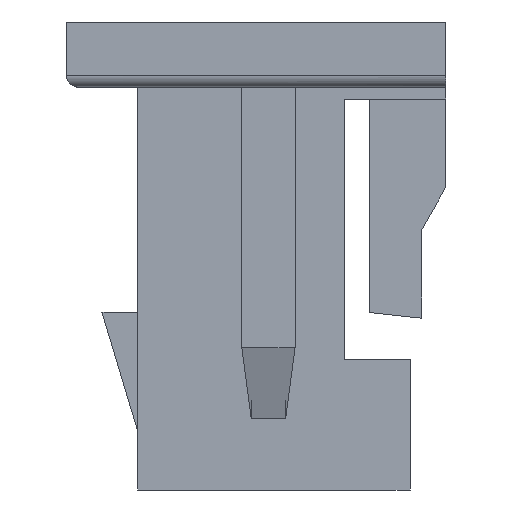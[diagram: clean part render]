
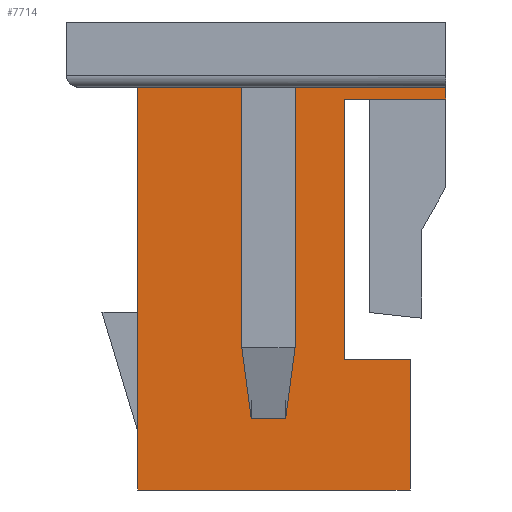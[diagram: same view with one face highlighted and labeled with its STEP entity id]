
A CAD part, left-side view. The second image highlights one B-rep face of the part: STEP entity #7714.
In plain terms, the highlighted planar face has unit normal (-1, 0, 0).
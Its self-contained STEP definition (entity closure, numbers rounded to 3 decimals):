
#1283=ORIENTED_EDGE('',*,*,#2458,.F.);
#1284=ORIENTED_EDGE('',*,*,#3187,.T.);
#1285=ORIENTED_EDGE('',*,*,#3188,.T.);
#1286=ORIENTED_EDGE('',*,*,#3189,.F.);
#1287=ORIENTED_EDGE('',*,*,#2365,.F.);
#1288=ORIENTED_EDGE('',*,*,#2321,.F.);
#1289=ORIENTED_EDGE('',*,*,#3190,.T.);
#1290=ORIENTED_EDGE('',*,*,#3191,.F.);
#1291=ORIENTED_EDGE('',*,*,#3192,.F.);
#1292=ORIENTED_EDGE('',*,*,#2317,.F.);
#1293=ORIENTED_EDGE('',*,*,#2570,.T.);
#1294=ORIENTED_EDGE('',*,*,#2498,.F.);
#2317=EDGE_CURVE('',#3447,#3448,#4189,.T.);
#2321=EDGE_CURVE('',#3451,#3452,#4193,.T.);
#2365=EDGE_CURVE('',#3452,#3486,#4233,.T.);
#2458=EDGE_CURVE('',#3575,#3576,#4326,.T.);
#2498=EDGE_CURVE('',#3576,#3607,#4366,.T.);
#2570=EDGE_CURVE('',#3447,#3607,#4438,.T.);
#3187=EDGE_CURVE('',#3575,#4099,#5055,.T.);
#3188=EDGE_CURVE('',#4099,#4100,#5056,.T.);
#3189=EDGE_CURVE('',#3486,#4100,#5057,.T.);
#3190=EDGE_CURVE('',#3451,#4101,#5058,.T.);
#3191=EDGE_CURVE('',#4102,#4101,#5059,.T.);
#3192=EDGE_CURVE('',#3448,#4102,#5060,.T.);
#3447=VERTEX_POINT('',#10213);
#3448=VERTEX_POINT('',#10215);
#3451=VERTEX_POINT('',#10221);
#3452=VERTEX_POINT('',#10223);
#3486=VERTEX_POINT('',#10310);
#3575=VERTEX_POINT('',#10494);
#3576=VERTEX_POINT('',#10496);
#3607=VERTEX_POINT('',#10576);
#4099=VERTEX_POINT('',#11905);
#4100=VERTEX_POINT('',#11907);
#4101=VERTEX_POINT('',#11910);
#4102=VERTEX_POINT('',#11912);
#4189=LINE('',#10214,#5313);
#4193=LINE('',#10222,#5317);
#4233=LINE('',#10309,#5357);
#4326=LINE('',#10495,#5450);
#4366=LINE('',#10575,#5490);
#4438=LINE('',#10708,#5562);
#5055=LINE('',#11904,#6179);
#5056=LINE('',#11906,#6180);
#5057=LINE('',#11908,#6181);
#5058=LINE('',#11909,#6182);
#5059=LINE('',#11911,#6183);
#5060=LINE('',#11913,#6184);
#5313=VECTOR('',#8329,1000.);
#5317=VECTOR('',#8333,1000.);
#5357=VECTOR('',#8399,1000.);
#5450=VECTOR('',#8498,1000.);
#5490=VECTOR('',#8556,1000.);
#5562=VECTOR('',#8630,1000.);
#6179=VECTOR('',#9541,1000.);
#6180=VECTOR('',#9542,1000.);
#6181=VECTOR('',#9543,1000.);
#6182=VECTOR('',#9544,1000.);
#6183=VECTOR('',#9545,1000.);
#6184=VECTOR('',#9546,1000.);
#6607=EDGE_LOOP('',(#1283,#1284,#1285,#1286,#1287,#1288,#1289,#1290,#1291,
#1292,#1293,#1294));
#6985=FACE_BOUND('',#6607,.T.);
#7350=PLANE('',#8102);
#7714=ADVANCED_FACE('',(#6985),#7350,.F.);
#8102=AXIS2_PLACEMENT_3D('',#11903,#9539,#9540);
#8329=DIRECTION('',(0.,-1.,0.));
#8333=DIRECTION('',(0.,-1.,0.));
#8399=DIRECTION('',(0.,0.,-1.));
#8498=DIRECTION('',(0.,0.,-1.));
#8556=DIRECTION('',(0.,1.,0.));
#8630=DIRECTION('',(0.,0.,-1.));
#9539=DIRECTION('',(1.,0.,0.));
#9540=DIRECTION('',(0.,0.,-1.));
#9541=DIRECTION('',(0.,1.,0.));
#9542=DIRECTION('',(0.,0.,1.));
#9543=DIRECTION('',(0.,1.,0.));
#9544=DIRECTION('',(0.,0.,-1.));
#9545=DIRECTION('',(0.,-1.,0.));
#9546=DIRECTION('',(0.,0.,-1.));
#10213=CARTESIAN_POINT('',(-5.85,1.,1.425));
#10214=CARTESIAN_POINT('',(-5.85,1.6,1.425));
#10215=CARTESIAN_POINT('',(-5.85,0.04,1.425));
#10221=CARTESIAN_POINT('',(-5.85,-0.25,1.425));
#10222=CARTESIAN_POINT('',(-5.85,-0.33,1.425));
#10223=CARTESIAN_POINT('',(-5.85,-1.6,1.425));
#10309=CARTESIAN_POINT('',(-5.85,-1.6,1.425));
#10310=CARTESIAN_POINT('',(-5.85,-1.6,1.325));
#10494=CARTESIAN_POINT('',(-5.85,-1.3,-0.875));
#10495=CARTESIAN_POINT('',(-5.85,-1.3,0.));
#10496=CARTESIAN_POINT('',(-5.85,-1.3,-1.975));
#10575=CARTESIAN_POINT('',(-5.85,-1.6,-1.975));
#10576=CARTESIAN_POINT('',(-5.85,1.,-1.975));
#10708=CARTESIAN_POINT('',(-5.85,1.,1.425));
#11903=CARTESIAN_POINT('',(-5.85,0.,0.));
#11904=CARTESIAN_POINT('',(-5.85,-1.85,-0.875));
#11905=CARTESIAN_POINT('',(-5.85,-0.75,-0.875));
#11906=CARTESIAN_POINT('',(-5.85,-0.75,-0.875));
#11907=CARTESIAN_POINT('',(-5.85,-0.75,1.325));
#11908=CARTESIAN_POINT('',(-5.85,-1.85,1.325));
#11909=CARTESIAN_POINT('',(-5.85,-0.25,1.425));
#11910=CARTESIAN_POINT('',(-5.85,-0.25,-1.375));
#11911=CARTESIAN_POINT('',(-5.85,0.12,-1.375));
#11912=CARTESIAN_POINT('',(-5.85,0.04,-1.375));
#11913=CARTESIAN_POINT('',(-5.85,0.04,1.425));
